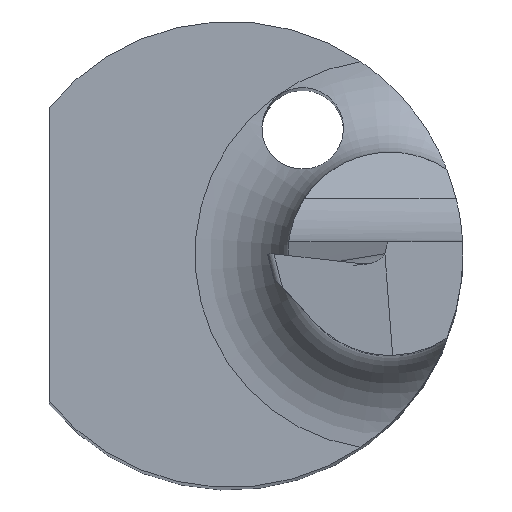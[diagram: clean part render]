
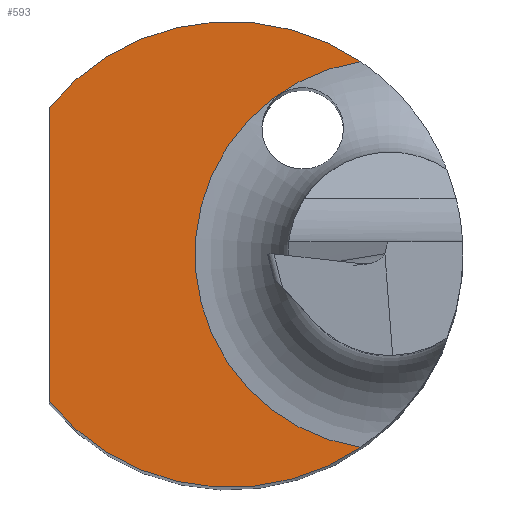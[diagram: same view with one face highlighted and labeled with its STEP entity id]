
A CAD part, top view. The second image highlights one B-rep face of the part: STEP entity #593.
In plain terms, the highlighted planar face has unit normal (0, 0, 1).
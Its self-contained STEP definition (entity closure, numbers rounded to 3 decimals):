
#2 = VERTEX_POINT ( 'NONE', #364 ) ;
#71 = EDGE_CURVE ( 'NONE', #786, #272, #584, .T. ) ;
#72 = CARTESIAN_POINT ( 'NONE',  ( 1.122, 1.656, 14. ) ) ;
#79 = CARTESIAN_POINT ( 'NONE',  ( -1.55, -1.264, 14. ) ) ;
#89 = CIRCLE ( 'NONE', #276, 1.675 ) ;
#117 = EDGE_CURVE ( 'NONE', #272, #2, #89, .T. ) ;
#152 = EDGE_LOOP ( 'NONE', ( #742, #368, #232, #776 ) ) ;
#161 = CARTESIAN_POINT ( 'NONE',  ( -1.55, 1.264, 14. ) ) ;
#189 = AXIS2_PLACEMENT_3D ( 'NONE', #627, #681, #369 ) ;
#232 = ORIENTED_EDGE ( 'NONE', *, *, #501, .F. ) ;
#233 = DIRECTION ( 'NONE',  ( -1., 0., 0. ) ) ;
#239 = CARTESIAN_POINT ( 'NONE',  ( 1.375, 0., 14. ) ) ;
#250 = DIRECTION ( 'NONE',  ( 0., 0., -1. ) ) ;
#272 = VERTEX_POINT ( 'NONE', #72 ) ;
#276 = AXIS2_PLACEMENT_3D ( 'NONE', #239, #416, #233 ) ;
#277 = DIRECTION ( 'NONE',  ( 0., 1., 0. ) ) ;
#291 = EDGE_CURVE ( 'NONE', #676, #786, #475, .T. ) ;
#315 = DIRECTION ( 'NONE',  ( -1., 0., 0. ) ) ;
#325 = CARTESIAN_POINT ( 'NONE',  ( 0., 0., 14. ) ) ;
#331 = PLANE ( 'NONE',  #733 ) ;
#333 = CIRCLE ( 'NONE', #189, 2. ) ;
#344 = AXIS2_PLACEMENT_3D ( 'NONE', #682, #250, #315 ) ;
#364 = CARTESIAN_POINT ( 'NONE',  ( 1.122, -1.656, 14. ) ) ;
#368 = ORIENTED_EDGE ( 'NONE', *, *, #291, .F. ) ;
#369 = DIRECTION ( 'NONE',  ( -1., 0., 0. ) ) ;
#405 = CARTESIAN_POINT ( 'NONE',  ( -1.55, 1.264, 14. ) ) ;
#416 = DIRECTION ( 'NONE',  ( 0., 0., 1. ) ) ;
#456 = FACE_OUTER_BOUND ( 'NONE', #152, .T. ) ;
#475 = LINE ( 'NONE', #405, #716 ) ;
#501 = EDGE_CURVE ( 'NONE', #2, #676, #333, .T. ) ;
#584 = CIRCLE ( 'NONE', #344, 2. ) ;
#593 = ADVANCED_FACE ( 'NONE', ( #456 ), #331, .T. ) ;
#594 = DIRECTION ( 'NONE',  ( -1., 0., 0. ) ) ;
#627 = CARTESIAN_POINT ( 'NONE',  ( 0., 0., 14. ) ) ;
#676 = VERTEX_POINT ( 'NONE', #79 ) ;
#681 = DIRECTION ( 'NONE',  ( 0., 0., -1. ) ) ;
#682 = CARTESIAN_POINT ( 'NONE',  ( 0., 0., 14. ) ) ;
#715 = DIRECTION ( 'NONE',  ( 0., 0., 1. ) ) ;
#716 = VECTOR ( 'NONE', #277, 1000. ) ;
#733 = AXIS2_PLACEMENT_3D ( 'NONE', #325, #715, #594 ) ;
#742 = ORIENTED_EDGE ( 'NONE', *, *, #71, .F. ) ;
#776 = ORIENTED_EDGE ( 'NONE', *, *, #117, .F. ) ;
#786 = VERTEX_POINT ( 'NONE', #161 ) ;
